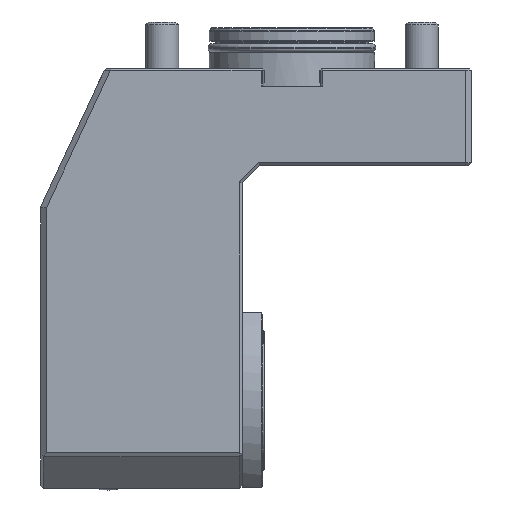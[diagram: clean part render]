
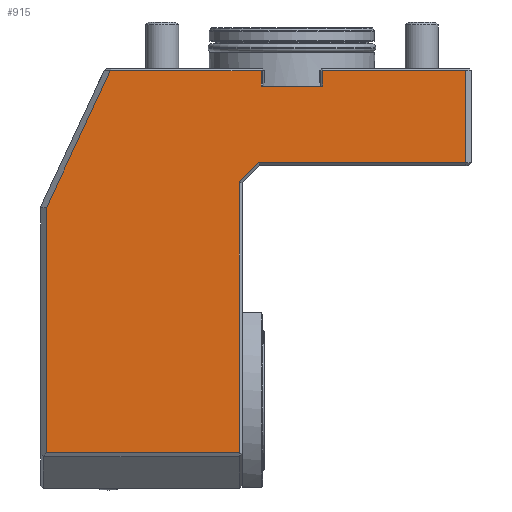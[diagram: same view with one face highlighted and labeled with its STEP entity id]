
A CAD part, front view. The second image highlights one B-rep face of the part: STEP entity #915.
In plain terms, the highlighted planar face has unit normal (0, -1, 0).
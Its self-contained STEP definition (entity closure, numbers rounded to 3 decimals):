
#108=LINE('',#5398,#431);
#117=LINE('',#5428,#440);
#122=LINE('',#5438,#445);
#147=LINE('',#5491,#470);
#160=LINE('',#5519,#483);
#161=LINE('',#5521,#484);
#162=LINE('',#5523,#485);
#163=LINE('',#5524,#486);
#164=LINE('',#5525,#487);
#165=LINE('',#5526,#488);
#166=LINE('',#5528,#489);
#167=LINE('',#5530,#490);
#431=VECTOR('',#4107,1.);
#440=VECTOR('',#4132,1.);
#445=VECTOR('',#4139,1.);
#470=VECTOR('',#4182,1.);
#483=VECTOR('',#4209,1.);
#484=VECTOR('',#4212,1.);
#485=VECTOR('',#4213,1.);
#486=VECTOR('',#4214,1.);
#487=VECTOR('',#4215,1.);
#488=VECTOR('',#4216,1.);
#489=VECTOR('',#4217,1.);
#490=VECTOR('',#4218,1.);
#915=ADVANCED_FACE('',(#1287),#1134,.F.);
#1134=PLANE('',#3714);
#1287=FACE_OUTER_BOUND('',#1474,.T.);
#1474=EDGE_LOOP('',(#1851,#1852,#1853,#1854,#1855,#1856,#1857,#1858,#1859,
#1860,#1861,#1862));
#1851=ORIENTED_EDGE('',*,*,#3126,.F.);
#1852=ORIENTED_EDGE('',*,*,#3127,.T.);
#1853=ORIENTED_EDGE('',*,*,#3128,.T.);
#1854=ORIENTED_EDGE('',*,*,#3067,.T.);
#1855=ORIENTED_EDGE('',*,*,#3129,.F.);
#1856=ORIENTED_EDGE('',*,*,#3085,.T.);
#1857=ORIENTED_EDGE('',*,*,#3110,.T.);
#1858=ORIENTED_EDGE('',*,*,#3080,.T.);
#1859=ORIENTED_EDGE('',*,*,#3130,.T.);
#1860=ORIENTED_EDGE('',*,*,#3131,.T.);
#1861=ORIENTED_EDGE('',*,*,#3132,.T.);
#1862=ORIENTED_EDGE('',*,*,#3125,.T.);
#2703=VERTEX_POINT('',#5299);
#2723=VERTEX_POINT('',#5347);
#2740=VERTEX_POINT('',#5390);
#2744=VERTEX_POINT('',#5397);
#2757=VERTEX_POINT('',#5427);
#2758=VERTEX_POINT('',#5429);
#2761=VERTEX_POINT('',#5436);
#2769=VERTEX_POINT('',#5460);
#2788=VERTEX_POINT('',#5518);
#2789=VERTEX_POINT('',#5522);
#2790=VERTEX_POINT('',#5527);
#2791=VERTEX_POINT('',#5529);
#3067=EDGE_CURVE('',#2740,#2744,#108,.T.);
#3080=EDGE_CURVE('',#2758,#2757,#117,.T.);
#3085=EDGE_CURVE('',#2761,#2703,#122,.T.);
#3110=EDGE_CURVE('',#2703,#2758,#147,.T.);
#3125=EDGE_CURVE('',#2769,#2788,#160,.T.);
#3126=EDGE_CURVE('',#2789,#2788,#161,.T.);
#3127=EDGE_CURVE('',#2789,#2723,#162,.T.);
#3128=EDGE_CURVE('',#2723,#2740,#163,.T.);
#3129=EDGE_CURVE('',#2761,#2744,#164,.T.);
#3130=EDGE_CURVE('',#2757,#2790,#165,.T.);
#3131=EDGE_CURVE('',#2790,#2791,#166,.T.);
#3132=EDGE_CURVE('',#2791,#2769,#167,.T.);
#3714=AXIS2_PLACEMENT_3D('',#5531,#4219,#4220);
#4107=DIRECTION('',(-0.423,0.,-0.906));
#4132=DIRECTION('',(0.707,0.,0.707));
#4139=DIRECTION('',(1.,0.,0.));
#4182=DIRECTION('',(0.,0.,1.));
#4209=DIRECTION('',(0.,0.,-1.));
#4212=DIRECTION('',(1.,0.,0.));
#4213=DIRECTION('',(0.,0.,1.));
#4214=DIRECTION('',(-1.,0.,0.));
#4215=DIRECTION('',(0.,0.,1.));
#4216=DIRECTION('',(1.,0.,0.));
#4217=DIRECTION('',(0.,0.,1.));
#4218=DIRECTION('',(-1.,0.,0.));
#4219=DIRECTION('',(0.,1.,0.));
#4220=DIRECTION('',(0.,0.,1.));
#5299=CARTESIAN_POINT('',(-19.,-54.,-139.));
#5347=CARTESIAN_POINT('',(-11.132,-54.,-0.6));
#5390=CARTESIAN_POINT('',(-65.758,-54.,-0.6));
#5397=CARTESIAN_POINT('',(-89.,-54.,-50.443));
#5398=CARTESIAN_POINT('',(-100.75,-54.,-75.642));
#5427=CARTESIAN_POINT('',(-12.114,-54.,-34.));
#5428=CARTESIAN_POINT('',(-33.557,-54.,-55.443));
#5429=CARTESIAN_POINT('',(-19.,-54.,-40.886));
#5436=CARTESIAN_POINT('',(-89.,-54.,-139.));
#5438=CARTESIAN_POINT('',(-18.,-54.,-139.));
#5460=CARTESIAN_POINT('',(11.1,-54.,-0.6));
#5491=CARTESIAN_POINT('',(-19.,-54.,-41.3));
#5518=CARTESIAN_POINT('',(11.1,-54.,-6.2));
#5519=CARTESIAN_POINT('',(11.1,-54.,-152.));
#5521=CARTESIAN_POINT('',(10.,-54.,-6.2));
#5522=CARTESIAN_POINT('',(-11.132,-54.,-6.2));
#5523=CARTESIAN_POINT('',(-11.132,-54.,-152.));
#5524=CARTESIAN_POINT('',(63.,-54.,-0.6));
#5525=CARTESIAN_POINT('',(-89.,-54.,-152.));
#5526=CARTESIAN_POINT('',(63.,-54.,-34.));
#5527=CARTESIAN_POINT('',(63.,-54.,-34.));
#5528=CARTESIAN_POINT('',(63.,-54.,-152.));
#5529=CARTESIAN_POINT('',(63.,-54.,-0.6));
#5530=CARTESIAN_POINT('',(63.,-54.,-0.6));
#5531=CARTESIAN_POINT('',(63.,-54.,-152.));
